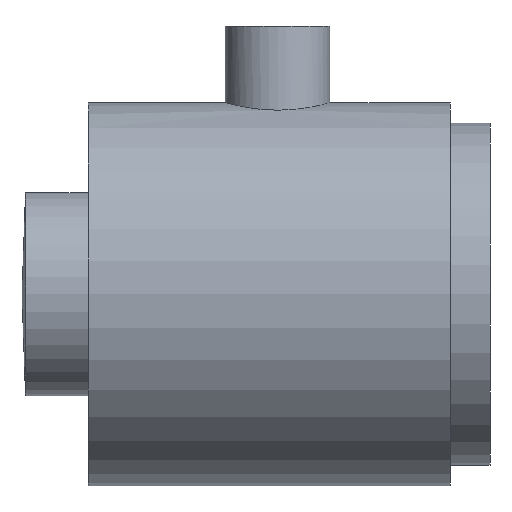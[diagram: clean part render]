
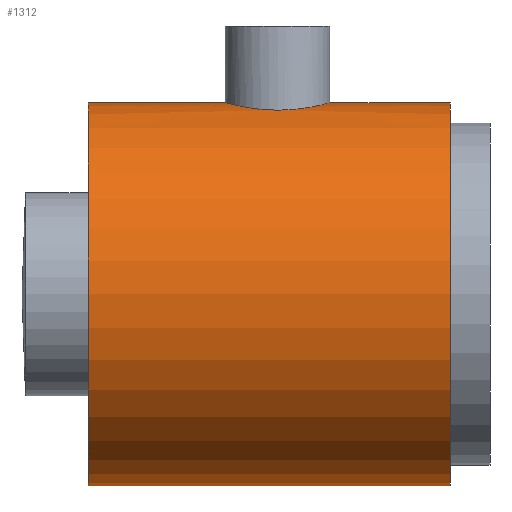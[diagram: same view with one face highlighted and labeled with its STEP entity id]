
A CAD part, left-side view. The second image highlights one B-rep face of the part: STEP entity #1312.
In plain terms, the highlighted cylindrical face has radius 75.057 mm (diameter 150.114 mm), a full revolution.
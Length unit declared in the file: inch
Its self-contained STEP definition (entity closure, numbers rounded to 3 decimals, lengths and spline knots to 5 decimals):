
#93=B_SPLINE_CURVE_WITH_KNOTS('',3,(#5796,#5797,#5798,#5799,#5800,#5801,
#5802,#5803,#5804,#5805,#5806,#5807,#5808,#5809,#5810,#5811,#5812,#5813,
#5814,#5815,#5816,#5817,#5818,#5819,#5820,#5821,#5822,#5823,#5824,#5825,
#5826,#5827,#5828,#5829),.UNSPECIFIED.,.F.,.F.,(4,2,2,2,2,2,2,2,2,2,2,2,
2,2,2,2,4),(0.,0.38828,0.77656,1.16484,1.55312,
1.94132,2.32952,2.71772,3.10592,3.49412,
3.88232,4.27052,4.65872,5.047,5.43528,
5.82356,6.21184),.UNSPECIFIED.);
#94=B_SPLINE_CURVE_WITH_KNOTS('',3,(#5830,#5831,#5832,#5833,#5834,#5835,
#5836,#5837,#5838,#5839,#5840,#5841,#5842,#5843,#5844,#5845,#5846,#5847,
#5848,#5849,#5850,#5851,#5852,#5853,#5854,#5855,#5856,#5857,#5858,#5859,
#5860,#5861,#5862,#5863),.UNSPECIFIED.,.F.,.F.,(4,2,2,2,2,2,2,2,2,2,2,2,
2,2,2,2,4),(6.21184,6.60011,6.98839,7.37667,
7.76495,8.15315,8.54135,8.92955,9.31775,
9.70595,10.09415,10.48235,10.87056,11.25883,
11.64711,12.03539,12.42367),.UNSPECIFIED.);
#111=FACE_BOUND('',#303,.T.);
#215=FACE_OUTER_BOUND('',#302,.T.);
#302=EDGE_LOOP('',(#1172,#1173,#1174,#1175));
#303=EDGE_LOOP('',(#1176,#1177));
#391=LINE('',#5880,#475);
#475=VECTOR('',#1723,2.955);
#501=CIRCLE('',#1428,2.955);
#503=CIRCLE('',#1431,2.955);
#620=VERTEX_POINT('',#5793);
#621=VERTEX_POINT('',#5795);
#624=VERTEX_POINT('',#5873);
#626=VERTEX_POINT('',#5878);
#804=EDGE_CURVE('',#621,#620,#93,.T.);
#805=EDGE_CURVE('',#620,#621,#94,.T.);
#809=EDGE_CURVE('',#624,#624,#501,.T.);
#811=EDGE_CURVE('',#626,#626,#503,.T.);
#812=EDGE_CURVE('',#626,#624,#391,.T.);
#1172=ORIENTED_EDGE('',*,*,#811,.F.);
#1173=ORIENTED_EDGE('',*,*,#812,.T.);
#1174=ORIENTED_EDGE('',*,*,#809,.T.);
#1175=ORIENTED_EDGE('',*,*,#812,.F.);
#1176=ORIENTED_EDGE('',*,*,#804,.T.);
#1177=ORIENTED_EDGE('',*,*,#805,.T.);
#1235=CYLINDRICAL_SURFACE('',#1430,2.955);
#1312=ADVANCED_FACE('',(#215,#111),#1235,.T.);
#1428=AXIS2_PLACEMENT_3D('',#5874,#1715,#1716);
#1430=AXIS2_PLACEMENT_3D('',#5877,#1719,#1720);
#1431=AXIS2_PLACEMENT_3D('',#5879,#1721,#1722);
#1715=DIRECTION('center_axis',(0.,1.,0.));
#1716=DIRECTION('ref_axis',(-1.,0.,0.));
#1719=DIRECTION('center_axis',(0.,1.,0.));
#1720=DIRECTION('ref_axis',(-1.,0.,0.));
#1721=DIRECTION('center_axis',(0.,1.,0.));
#1722=DIRECTION('ref_axis',(-1.,0.,0.));
#1723=DIRECTION('',(0.,-1.,0.));
#5793=CARTESIAN_POINT('',(-0.80709,3.27953,2.84265));
#5795=CARTESIAN_POINT('',(0.80709,3.27953,2.84265));
#5796=CARTESIAN_POINT('Ctrl Pts',(0.80709,3.27953,2.84265));
#5797=CARTESIAN_POINT('Ctrl Pts',(0.80709,3.22857,2.84265));
#5798=CARTESIAN_POINT('Ctrl Pts',(0.80218,3.17597,2.84405));
#5799=CARTESIAN_POINT('Ctrl Pts',(0.78163,3.07149,2.84977));
#5800=CARTESIAN_POINT('Ctrl Pts',(0.76598,3.01962,2.85408));
#5801=CARTESIAN_POINT('Ctrl Pts',(0.72472,2.92028,2.86483));
#5802=CARTESIAN_POINT('Ctrl Pts',(0.69907,2.87272,2.87128));
#5803=CARTESIAN_POINT('Ctrl Pts',(0.63991,2.78484,2.88504));
#5804=CARTESIAN_POINT('Ctrl Pts',(0.60638,2.74452,2.89234));
#5805=CARTESIAN_POINT('Ctrl Pts',(0.53502,2.67315,2.90639));
#5806=CARTESIAN_POINT('Ctrl Pts',(0.4947,2.63963,2.91364));
#5807=CARTESIAN_POINT('Ctrl Pts',(0.40681,2.58046,2.9272));
#5808=CARTESIAN_POINT('Ctrl Pts',(0.35925,2.55481,2.93351));
#5809=CARTESIAN_POINT('Ctrl Pts',(0.2599,2.51354,2.94397));
#5810=CARTESIAN_POINT('Ctrl Pts',(0.20802,2.4979,2.94813));
#5811=CARTESIAN_POINT('Ctrl Pts',(0.10355,2.47734,2.95365));
#5812=CARTESIAN_POINT('Ctrl Pts',(0.05094,2.47244,2.955));
#5813=CARTESIAN_POINT('Ctrl Pts',(-0.05094,2.47244,
2.955));
#5814=CARTESIAN_POINT('Ctrl Pts',(-0.10355,2.47734,2.95365));
#5815=CARTESIAN_POINT('Ctrl Pts',(-0.20802,2.4979,2.94813));
#5816=CARTESIAN_POINT('Ctrl Pts',(-0.2599,2.51354,2.94397));
#5817=CARTESIAN_POINT('Ctrl Pts',(-0.35925,2.55481,2.93351));
#5818=CARTESIAN_POINT('Ctrl Pts',(-0.40681,2.58046,2.9272));
#5819=CARTESIAN_POINT('Ctrl Pts',(-0.4947,2.63963,2.91364));
#5820=CARTESIAN_POINT('Ctrl Pts',(-0.53502,2.67315,2.90639));
#5821=CARTESIAN_POINT('Ctrl Pts',(-0.60638,2.74452,2.89234));
#5822=CARTESIAN_POINT('Ctrl Pts',(-0.63991,2.78484,2.88504));
#5823=CARTESIAN_POINT('Ctrl Pts',(-0.69907,2.87272,2.87128));
#5824=CARTESIAN_POINT('Ctrl Pts',(-0.72472,2.92028,2.86483));
#5825=CARTESIAN_POINT('Ctrl Pts',(-0.76598,3.01962,2.85408));
#5826=CARTESIAN_POINT('Ctrl Pts',(-0.78163,3.07149,2.84977));
#5827=CARTESIAN_POINT('Ctrl Pts',(-0.80218,3.17597,2.84405));
#5828=CARTESIAN_POINT('Ctrl Pts',(-0.80709,3.22857,2.84265));
#5829=CARTESIAN_POINT('Ctrl Pts',(-0.80709,3.27953,2.84265));
#5830=CARTESIAN_POINT('Ctrl Pts',(-0.80709,3.27953,2.84265));
#5831=CARTESIAN_POINT('Ctrl Pts',(-0.80709,3.33048,2.84265));
#5832=CARTESIAN_POINT('Ctrl Pts',(-0.80218,3.38309,2.84405));
#5833=CARTESIAN_POINT('Ctrl Pts',(-0.78163,3.48757,2.84977));
#5834=CARTESIAN_POINT('Ctrl Pts',(-0.76598,3.53943,2.85408));
#5835=CARTESIAN_POINT('Ctrl Pts',(-0.72472,3.63878,2.86483));
#5836=CARTESIAN_POINT('Ctrl Pts',(-0.69907,3.68633,2.87128));
#5837=CARTESIAN_POINT('Ctrl Pts',(-0.63991,3.77421,2.88504));
#5838=CARTESIAN_POINT('Ctrl Pts',(-0.60638,3.81454,2.89234));
#5839=CARTESIAN_POINT('Ctrl Pts',(-0.53502,3.8859,2.90639));
#5840=CARTESIAN_POINT('Ctrl Pts',(-0.4947,3.91943,2.91364));
#5841=CARTESIAN_POINT('Ctrl Pts',(-0.40681,3.9786,2.9272));
#5842=CARTESIAN_POINT('Ctrl Pts',(-0.35925,4.00425,2.93351));
#5843=CARTESIAN_POINT('Ctrl Pts',(-0.2599,4.04551,2.94397));
#5844=CARTESIAN_POINT('Ctrl Pts',(-0.20802,4.06116,2.94813));
#5845=CARTESIAN_POINT('Ctrl Pts',(-0.10355,4.08171,2.95365));
#5846=CARTESIAN_POINT('Ctrl Pts',(-0.05094,4.08661,
2.955));
#5847=CARTESIAN_POINT('Ctrl Pts',(0.05094,4.08661,2.955));
#5848=CARTESIAN_POINT('Ctrl Pts',(0.10355,4.08171,2.95365));
#5849=CARTESIAN_POINT('Ctrl Pts',(0.20802,4.06116,2.94813));
#5850=CARTESIAN_POINT('Ctrl Pts',(0.2599,4.04551,2.94397));
#5851=CARTESIAN_POINT('Ctrl Pts',(0.35925,4.00425,2.93351));
#5852=CARTESIAN_POINT('Ctrl Pts',(0.40681,3.9786,2.9272));
#5853=CARTESIAN_POINT('Ctrl Pts',(0.4947,3.91943,2.91364));
#5854=CARTESIAN_POINT('Ctrl Pts',(0.53502,3.8859,2.90639));
#5855=CARTESIAN_POINT('Ctrl Pts',(0.60638,3.81454,2.89234));
#5856=CARTESIAN_POINT('Ctrl Pts',(0.63991,3.77421,2.88504));
#5857=CARTESIAN_POINT('Ctrl Pts',(0.69907,3.68633,2.87128));
#5858=CARTESIAN_POINT('Ctrl Pts',(0.72472,3.63878,2.86483));
#5859=CARTESIAN_POINT('Ctrl Pts',(0.76598,3.53943,2.85408));
#5860=CARTESIAN_POINT('Ctrl Pts',(0.78163,3.48757,2.84977));
#5861=CARTESIAN_POINT('Ctrl Pts',(0.80218,3.38309,2.84405));
#5862=CARTESIAN_POINT('Ctrl Pts',(0.80709,3.33048,2.84265));
#5863=CARTESIAN_POINT('Ctrl Pts',(0.80709,3.27953,2.84265));
#5873=CARTESIAN_POINT('',(2.955,0.61024,0.));
#5874=CARTESIAN_POINT('Origin',(0.,0.61024,0.));
#5877=CARTESIAN_POINT('Origin',(0.,0.61024,0.));
#5878=CARTESIAN_POINT('',(2.955,6.20079,0.));
#5879=CARTESIAN_POINT('Origin',(0.,6.20079,0.));
#5880=CARTESIAN_POINT('',(2.955,0.61024,0.));
